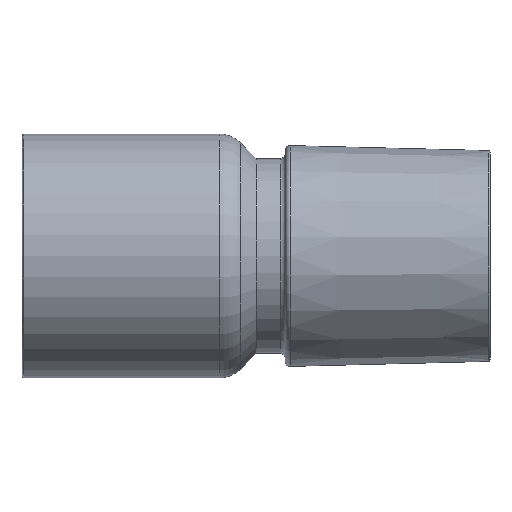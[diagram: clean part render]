
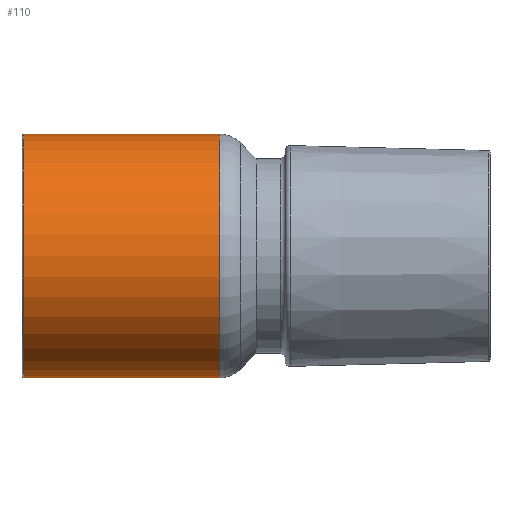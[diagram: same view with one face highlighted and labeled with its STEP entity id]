
A CAD part, top view. The second image highlights one B-rep face of the part: STEP entity #110.
In plain terms, the highlighted cylindrical face has radius 12.5 mm (diameter 25 mm), a partial arc.
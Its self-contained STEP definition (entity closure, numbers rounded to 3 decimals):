
#11 = VERTEX_POINT ( 'NONE', #35 ) ;
#28 = DIRECTION ( 'NONE',  ( 1., 0., 0. ) ) ;
#35 = CARTESIAN_POINT ( 'NONE',  ( -23.8, 12.5, 0. ) ) ;
#48 = DIRECTION ( 'NONE',  ( 0., 1., 0. ) ) ;
#77 = VECTOR ( 'NONE', #28, 1000. ) ;
#102 = DIRECTION ( 'NONE',  ( 1., 0., 0. ) ) ;
#110 = ADVANCED_FACE ( 'NONE', ( #996 ), #163, .T. ) ;
#113 = DIRECTION ( 'NONE',  ( 1., 0., 0. ) ) ;
#148 = AXIS2_PLACEMENT_3D ( 'NONE', #1064, #113, #802 ) ;
#163 = CYLINDRICAL_SURFACE ( 'NONE', #507, 12.5 ) ;
#176 = LINE ( 'NONE', #433, #77 ) ;
#177 = EDGE_CURVE ( 'NONE', #1039, #387, #303, .T. ) ;
#184 = ORIENTED_EDGE ( 'NONE', *, *, #693, .T. ) ;
#227 = DIRECTION ( 'NONE',  ( -1., 0., 0. ) ) ;
#303 = LINE ( 'NONE', #627, #628 ) ;
#384 = DIRECTION ( 'NONE',  ( 1., 0., 0. ) ) ;
#387 = VERTEX_POINT ( 'NONE', #759 ) ;
#395 = CIRCLE ( 'NONE', #927, 12.5 ) ;
#433 = CARTESIAN_POINT ( 'NONE',  ( 0., 12.5, 0. ) ) ;
#447 = CARTESIAN_POINT ( 'NONE',  ( -23.8, -12.5, 0. ) ) ;
#487 = ORIENTED_EDGE ( 'NONE', *, *, #511, .F. ) ;
#507 = AXIS2_PLACEMENT_3D ( 'NONE', #910, #384, #721 ) ;
#511 = EDGE_CURVE ( 'NONE', #11, #1052, #176, .T. ) ;
#559 = EDGE_CURVE ( 'NONE', #11, #1039, #747, .T. ) ;
#570 = ORIENTED_EDGE ( 'NONE', *, *, #177, .T. ) ;
#597 = ORIENTED_EDGE ( 'NONE', *, *, #559, .T. ) ;
#626 = CARTESIAN_POINT ( 'NONE',  ( -3.743, 12.5, 0. ) ) ;
#627 = CARTESIAN_POINT ( 'NONE',  ( 0., -12.5, 0. ) ) ;
#628 = VECTOR ( 'NONE', #102, 1000. ) ;
#693 = EDGE_CURVE ( 'NONE', #387, #1052, #395, .T. ) ;
#721 = DIRECTION ( 'NONE',  ( 0., 1., 0. ) ) ;
#747 = CIRCLE ( 'NONE', #148, 12.5 ) ;
#759 = CARTESIAN_POINT ( 'NONE',  ( -3.743, -12.5, 0. ) ) ;
#802 = DIRECTION ( 'NONE',  ( 0., -1., 0. ) ) ;
#809 = CARTESIAN_POINT ( 'NONE',  ( -3.743, 0., 0. ) ) ;
#856 = EDGE_LOOP ( 'NONE', ( #597, #570, #184, #487 ) ) ;
#910 = CARTESIAN_POINT ( 'NONE',  ( 0., 0., 0. ) ) ;
#927 = AXIS2_PLACEMENT_3D ( 'NONE', #809, #227, #48 ) ;
#996 = FACE_OUTER_BOUND ( 'NONE', #856, .T. ) ;
#1039 = VERTEX_POINT ( 'NONE', #447 ) ;
#1052 = VERTEX_POINT ( 'NONE', #626 ) ;
#1064 = CARTESIAN_POINT ( 'NONE',  ( -23.8, 0., 0. ) ) ;
